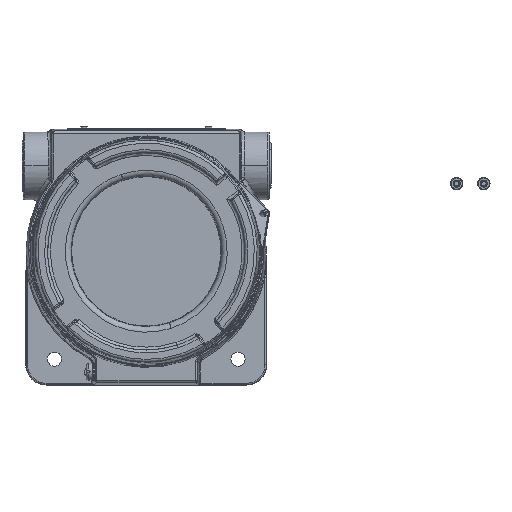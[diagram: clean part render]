
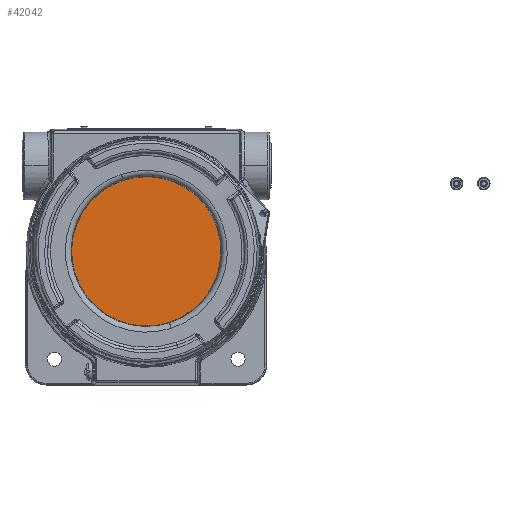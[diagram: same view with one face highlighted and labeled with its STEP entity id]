
A CAD part, top view. The second image highlights one B-rep face of the part: STEP entity #42042.
In plain terms, the highlighted planar face has unit normal (0, 0, 1).
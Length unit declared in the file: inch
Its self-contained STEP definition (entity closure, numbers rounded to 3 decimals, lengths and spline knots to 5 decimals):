
#2512 = CARTESIAN_POINT ( 'NONE',  ( 0., 0., 3.562 ) ) ;
#12949 = VERTEX_POINT ( 'NONE', #24266 ) ;
#17336 = VERTEX_POINT ( 'NONE', #39977 ) ;
#20047 = PLANE ( 'NONE',  #44999 ) ;
#20649 = AXIS2_PLACEMENT_3D ( 'NONE', #21095, #55662, #60278 ) ;
#21095 = CARTESIAN_POINT ( 'NONE',  ( 0., 0., 3.562 ) ) ;
#24266 = CARTESIAN_POINT ( 'NONE',  ( -0.30569, 2.00786, 3.562 ) ) ;
#28610 = EDGE_LOOP ( 'NONE', ( #59692, #35617 ) ) ;
#32781 = DIRECTION ( 'NONE',  ( -0.151, 0.989, 0. ) ) ;
#35130 = EDGE_CURVE ( 'NONE', #12949, #17336, #56337, .T. ) ;
#35617 = ORIENTED_EDGE ( 'NONE', *, *, #52850, .F. ) ;
#39977 = CARTESIAN_POINT ( 'NONE',  ( 0.30569, -2.00786, 3.562 ) ) ;
#40439 = FACE_OUTER_BOUND ( 'NONE', #28610, .T. ) ;
#42042 = ADVANCED_FACE ( 'NONE', ( #40439 ), #20047, .F. ) ;
#44999 = AXIS2_PLACEMENT_3D ( 'NONE', #55897, #61161, #50976 ) ;
#50976 = DIRECTION ( 'NONE',  ( -0.151, 0.989, 0. ) ) ;
#52850 = EDGE_CURVE ( 'NONE', #17336, #12949, #55337, .T. ) ;
#53517 = DIRECTION ( 'NONE',  ( 0., 0., -1. ) ) ;
#54248 = AXIS2_PLACEMENT_3D ( 'NONE', #2512, #53517, #32781 ) ;
#55337 = CIRCLE ( 'NONE', #20649, 2.031 ) ;
#55662 = DIRECTION ( 'NONE',  ( 0., 0., -1. ) ) ;
#55897 = CARTESIAN_POINT ( 'NONE',  ( 0., 0., 3.562 ) ) ;
#56337 = CIRCLE ( 'NONE', #54248, 2.031 ) ;
#59692 = ORIENTED_EDGE ( 'NONE', *, *, #35130, .F. ) ;
#60278 = DIRECTION ( 'NONE',  ( -0.151, 0.989, 0. ) ) ;
#61161 = DIRECTION ( 'NONE',  ( 0., 0., -1. ) ) ;
